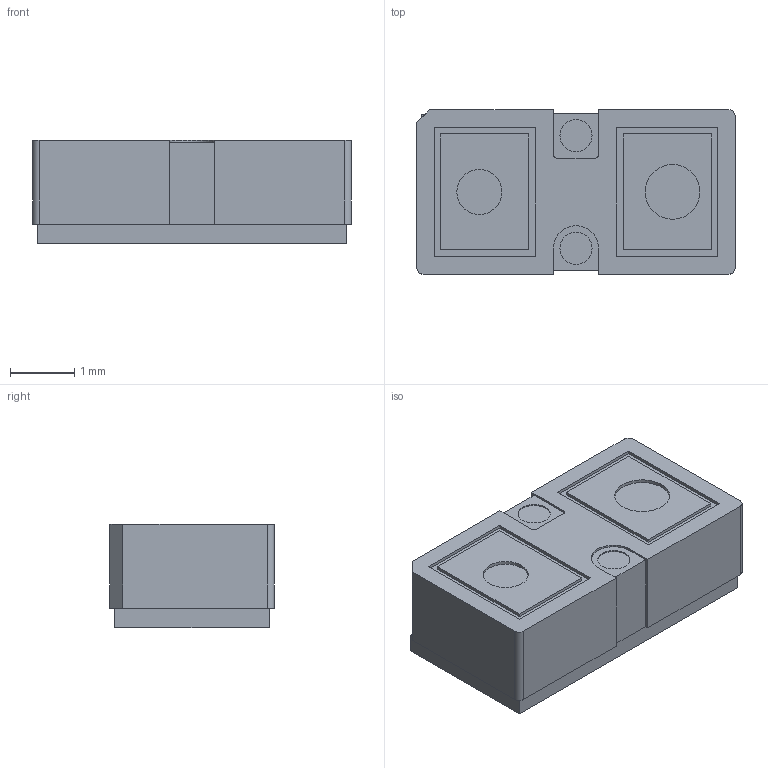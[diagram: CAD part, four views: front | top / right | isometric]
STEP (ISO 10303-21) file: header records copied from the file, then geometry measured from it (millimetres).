
FILE_DESCRIPTION(('FreeCAD Model'),'2;1');
FILE_NAME('ST_VL53L1x.step','2019-12-13T13:04:23',( 'kicad StepUp'),('ksu MCAD'),'Open CASCADE STEP processor 7.3', 'FreeCAD','Unknown');
FILE_SCHEMA(('AUTOMOTIVE_DESIGN { 1 0 10303 214 1 1 1 1 }'));
Length unit declared in the file: millimetre
Products named in the file (1): ST_VL53L1x
Bounding box: 4.95 x 2.55 x 1.6 mm (x, y, z)
Volume: 19.6 mm3; surface area: 50.5 mm2
Topology: 1 solids, 1 shells, 58 faces, 142 edges, 94 vertices
Faces by surface type: plane 48, cylinder 10
Full cylindrical faces by diameter (mm): 0.5 x2, 0.7 x1, 0.85 x1
Entity records: 2106 total; most frequent: CARTESIAN_POINT 299, ORIENTED_EDGE 284, DIRECTION 276, EDGE_CURVE 142, LINE 118, VECTOR 118, VERTEX_POINT 94, AXIS2_PLACEMENT_3D 79
